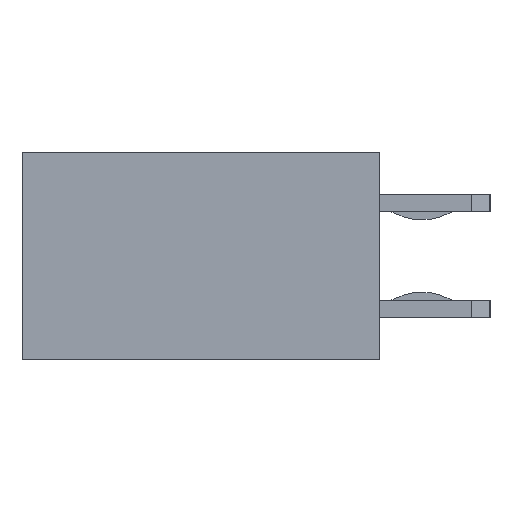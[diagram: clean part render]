
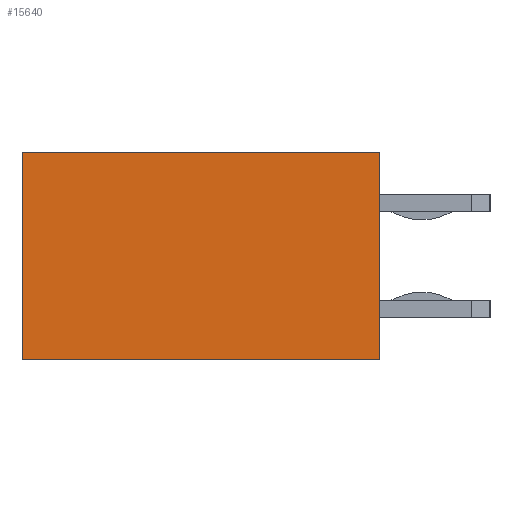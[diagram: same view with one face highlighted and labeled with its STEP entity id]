
A CAD part, left-side view. The second image highlights one B-rep face of the part: STEP entity #15640.
In plain terms, the highlighted planar face has unit normal (-1, 0, 0).
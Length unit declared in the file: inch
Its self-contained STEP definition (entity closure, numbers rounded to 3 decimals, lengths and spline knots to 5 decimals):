
#1387=ORIENTED_EDGE('',*,*,#5464,.T.);
#1388=ORIENTED_EDGE('',*,*,#4623,.F.);
#1389=ORIENTED_EDGE('',*,*,#5525,.F.);
#1390=ORIENTED_EDGE('',*,*,#4615,.T.);
#4615=EDGE_CURVE('',#6836,#6835,#8315,.T.);
#4623=EDGE_CURVE('',#6843,#6844,#8323,.T.);
#5464=EDGE_CURVE('',#6835,#6844,#9164,.T.);
#5525=EDGE_CURVE('',#6836,#6843,#9225,.T.);
#6835=VERTEX_POINT('',#21111);
#6836=VERTEX_POINT('',#21113);
#6843=VERTEX_POINT('',#21128);
#6844=VERTEX_POINT('',#21130);
#8315=LINE('',#21112,#10519);
#8323=LINE('',#21129,#10527);
#9164=LINE('',#22810,#11368);
#9225=LINE('',#22902,#11429);
#10519=VECTOR('',#17143,39.37008);
#10527=VECTOR('',#17153,39.37008);
#11368=VECTOR('',#18476,39.37008);
#11429=VECTOR('',#18599,39.37008);
#12876=EDGE_LOOP('',(#1387,#1388,#1389,#1390));
#13860=FACE_BOUND('',#12876,.T.);
#14844=PLANE('',#16470);
#15640=ADVANCED_FACE('',(#13860),#14844,.F.);
#16470=AXIS2_PLACEMENT_3D('',#22901,#18597,#18598);
#17143=DIRECTION('',(0.,-1.,0.));
#17153=DIRECTION('',(0.,-1.,0.));
#18476=DIRECTION('',(0.,0.,1.));
#18597=DIRECTION('',(1.,0.,0.));
#18598=DIRECTION('',(0.,0.,-1.));
#18599=DIRECTION('',(0.,0.,1.));
#21111=CARTESIAN_POINT('',(-1.51,0.,-0.0975));
#21112=CARTESIAN_POINT('',(-1.51,0.335,-0.0975));
#21113=CARTESIAN_POINT('',(-1.51,0.335,-0.0975));
#21128=CARTESIAN_POINT('',(-1.51,0.335,0.0975));
#21129=CARTESIAN_POINT('',(-1.51,0.335,0.0975));
#21130=CARTESIAN_POINT('',(-1.51,0.,0.0975));
#22810=CARTESIAN_POINT('',(-1.51,0.,-0.0975));
#22901=CARTESIAN_POINT('',(-1.51,0.335,-0.0975));
#22902=CARTESIAN_POINT('',(-1.51,0.335,-0.0975));
